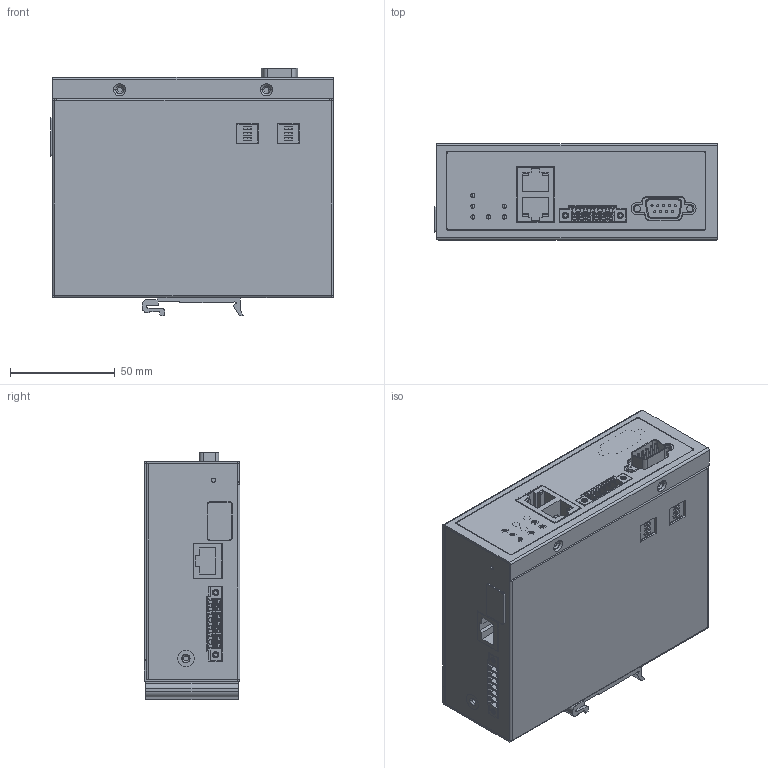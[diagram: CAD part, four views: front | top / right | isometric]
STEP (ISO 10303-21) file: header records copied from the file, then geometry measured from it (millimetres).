
FILE_DESCRIPTION((''),'2;1');
FILE_NAME('MGATE_5118','2016-11-01T',('Dacia_Yao'),('PTC'),'PRO/ENGINEER BY PARAMETRIC TECHNOLOGY CORPORATION, 2013230','PRO/ENGINEER BY PARAMETRIC TECHNOLOGY CORPORATION, 2013230','');
FILE_SCHEMA(('AUTOMOTIVE_DESIGN { 1 0 10303 214 1 1 1 1 }'));
Products named in the file (1): MGATE_5118
Bounding box: 135 x 45.8 x 118.3 mm (x, y, z)
Volume: 58780.8 mm3; surface area: 132585.9 mm2
Topology: 9 solids, 10 shells, 2398 faces, 6339 edges, 4114 vertices
Faces by surface type: plane 1441, cylinder 765, cone 73, bspline 58, torus 49, sphere 12
Entity records: 82676 total; most frequent: CARTESIAN_POINT 22843, ORIENTED_EDGE 12662, DIRECTION 11970, EDGE_CURVE 6331, VECTOR 4230, LINE 4230, VERTEX_POINT 4114, AXIS2_PLACEMENT_3D 3870
